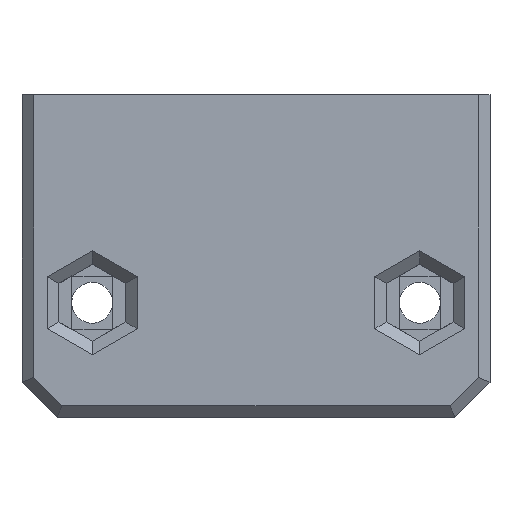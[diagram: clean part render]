
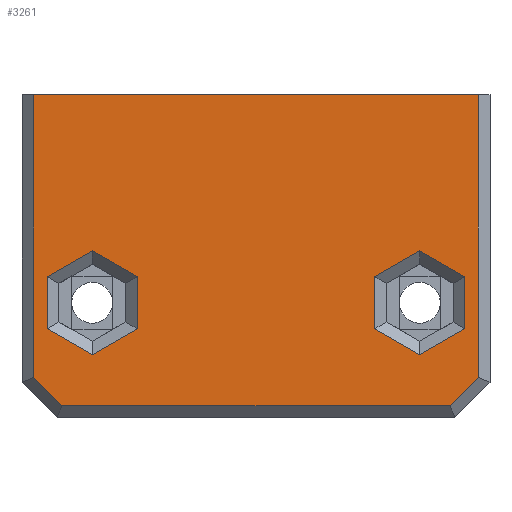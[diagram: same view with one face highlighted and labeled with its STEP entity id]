
A CAD part, left-side view. The second image highlights one B-rep face of the part: STEP entity #3261.
In plain terms, the highlighted planar face has unit normal (-1, 0, 0).
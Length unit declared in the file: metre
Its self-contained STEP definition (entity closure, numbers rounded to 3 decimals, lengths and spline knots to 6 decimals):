
#85=ORIENTED_EDGE('',*,*,#1033,.T.);
#86=ORIENTED_EDGE('',*,*,#1034,.T.);
#87=ORIENTED_EDGE('',*,*,#1035,.T.);
#88=ORIENTED_EDGE('',*,*,#1036,.T.);
#89=ORIENTED_EDGE('',*,*,#1037,.T.);
#90=ORIENTED_EDGE('',*,*,#1038,.T.);
#91=ORIENTED_EDGE('',*,*,#1039,.T.);
#92=ORIENTED_EDGE('',*,*,#1040,.T.);
#93=ORIENTED_EDGE('',*,*,#1041,.T.);
#94=ORIENTED_EDGE('',*,*,#1042,.T.);
#95=ORIENTED_EDGE('',*,*,#1043,.T.);
#96=ORIENTED_EDGE('',*,*,#1044,.T.);
#97=ORIENTED_EDGE('',*,*,#1045,.T.);
#98=ORIENTED_EDGE('',*,*,#1046,.T.);
#99=ORIENTED_EDGE('',*,*,#1047,.F.);
#100=ORIENTED_EDGE('',*,*,#1048,.T.);
#101=ORIENTED_EDGE('',*,*,#1049,.T.);
#102=ORIENTED_EDGE('',*,*,#1050,.T.);
#1033=EDGE_CURVE('',#1503,#1504,#1801,.T.);
#1034=EDGE_CURVE('',#1504,#1505,#1802,.T.);
#1035=EDGE_CURVE('',#1505,#1506,#1803,.T.);
#1036=EDGE_CURVE('',#1506,#1507,#1804,.T.);
#1037=EDGE_CURVE('',#1507,#1508,#1805,.T.);
#1038=EDGE_CURVE('',#1508,#1503,#1806,.T.);
#1039=EDGE_CURVE('',#1509,#1510,#1807,.T.);
#1040=EDGE_CURVE('',#1510,#1511,#1808,.T.);
#1041=EDGE_CURVE('',#1511,#1512,#1809,.T.);
#1042=EDGE_CURVE('',#1512,#1513,#1810,.T.);
#1043=EDGE_CURVE('',#1513,#1514,#1811,.T.);
#1044=EDGE_CURVE('',#1514,#1509,#1812,.T.);
#1045=EDGE_CURVE('',#1515,#1516,#1813,.T.);
#1046=EDGE_CURVE('',#1516,#1517,#1814,.T.);
#1047=EDGE_CURVE('',#1518,#1517,#1815,.T.);
#1048=EDGE_CURVE('',#1518,#1519,#1816,.T.);
#1049=EDGE_CURVE('',#1519,#1520,#1817,.T.);
#1050=EDGE_CURVE('',#1520,#1515,#1818,.T.);
#1503=VERTEX_POINT('',#4607);
#1504=VERTEX_POINT('',#4608);
#1505=VERTEX_POINT('',#4610);
#1506=VERTEX_POINT('',#4612);
#1507=VERTEX_POINT('',#4614);
#1508=VERTEX_POINT('',#4616);
#1509=VERTEX_POINT('',#4619);
#1510=VERTEX_POINT('',#4620);
#1511=VERTEX_POINT('',#4622);
#1512=VERTEX_POINT('',#4624);
#1513=VERTEX_POINT('',#4626);
#1514=VERTEX_POINT('',#4628);
#1515=VERTEX_POINT('',#4631);
#1516=VERTEX_POINT('',#4632);
#1517=VERTEX_POINT('',#4634);
#1518=VERTEX_POINT('',#4636);
#1519=VERTEX_POINT('',#4638);
#1520=VERTEX_POINT('',#4640);
#1801=LINE('',#4606,#2257);
#1802=LINE('',#4609,#2258);
#1803=LINE('',#4611,#2259);
#1804=LINE('',#4613,#2260);
#1805=LINE('',#4615,#2261);
#1806=LINE('',#4617,#2262);
#1807=LINE('',#4618,#2263);
#1808=LINE('',#4621,#2264);
#1809=LINE('',#4623,#2265);
#1810=LINE('',#4625,#2266);
#1811=LINE('',#4627,#2267);
#1812=LINE('',#4629,#2268);
#1813=LINE('',#4630,#2269);
#1814=LINE('',#4633,#2270);
#1815=LINE('',#4635,#2271);
#1816=LINE('',#4637,#2272);
#1817=LINE('',#4639,#2273);
#1818=LINE('',#4641,#2274);
#2257=VECTOR('',#3728,1.);
#2258=VECTOR('',#3729,1.);
#2259=VECTOR('',#3730,1.);
#2260=VECTOR('',#3731,1.);
#2261=VECTOR('',#3732,1.);
#2262=VECTOR('',#3733,1.);
#2263=VECTOR('',#3734,1.);
#2264=VECTOR('',#3735,1.);
#2265=VECTOR('',#3736,1.);
#2266=VECTOR('',#3737,1.);
#2267=VECTOR('',#3738,1.);
#2268=VECTOR('',#3739,1.);
#2269=VECTOR('',#3740,1.);
#2270=VECTOR('',#3741,1.);
#2271=VECTOR('',#3742,1.);
#2272=VECTOR('',#3743,1.);
#2273=VECTOR('',#3744,1.);
#2274=VECTOR('',#3745,1.);
#2693=EDGE_LOOP('',(#85,#86,#87,#88,#89,#90));
#2694=EDGE_LOOP('',(#91,#92,#93,#94,#95,#96));
#2695=EDGE_LOOP('',(#97,#98,#99,#100,#101,#102));
#2893=FACE_BOUND('',#2693,.T.);
#2894=FACE_BOUND('',#2694,.T.);
#2895=FACE_BOUND('',#2695,.T.);
#3083=PLANE('',#3466);
#3261=ADVANCED_FACE('',(#2893,#2894,#2895),#3083,.F.);
#3466=AXIS2_PLACEMENT_3D('',#4605,#3726,#3727);
#3726=DIRECTION('',(1.,0.,0.));
#3727=DIRECTION('',(0.,1.,0.));
#3728=DIRECTION('',(0.,0.866,-0.5));
#3729=DIRECTION('',(0.,0.866,0.5));
#3730=DIRECTION('',(0.,0.,1.));
#3731=DIRECTION('',(0.,-0.866,0.5));
#3732=DIRECTION('',(0.,-0.866,-0.5));
#3733=DIRECTION('',(0.,0.,-1.));
#3734=DIRECTION('',(0.,-0.866,0.5));
#3735=DIRECTION('',(0.,-0.866,-0.5));
#3736=DIRECTION('',(0.,0.,-1.));
#3737=DIRECTION('',(0.,0.866,-0.5));
#3738=DIRECTION('',(0.,0.866,0.5));
#3739=DIRECTION('',(0.,0.,1.));
#3740=DIRECTION('',(0.,-0.707,0.707));
#3741=DIRECTION('',(0.,0.,1.));
#3742=DIRECTION('',(0.,-1.,0.));
#3743=DIRECTION('',(0.,0.,-1.));
#3744=DIRECTION('',(0.,-0.707,-0.707));
#3745=DIRECTION('',(0.,-1.,0.));
#4605=CARTESIAN_POINT('',(0.,-0.0705,-0.011705));
#4606=CARTESIAN_POINT('',(0.,-0.074014,-0.017792));
#4607=CARTESIAN_POINT('',(0.,-0.07985,-0.014423));
#4608=CARTESIAN_POINT('',(0.,-0.076,-0.016646));
#4609=CARTESIAN_POINT('',(0.,-0.069736,-0.013029));
#4610=CARTESIAN_POINT('',(0.,-0.07215,-0.014423));
#4611=CARTESIAN_POINT('',(0.,-0.07215,-0.011705));
#4612=CARTESIAN_POINT('',(0.,-0.07215,-0.009977));
#4613=CARTESIAN_POINT('',(0.,-0.070164,-0.011124));
#4614=CARTESIAN_POINT('',(0.,-0.076,-0.007754));
#4615=CARTESIAN_POINT('',(0.,-0.073586,-0.00636));
#4616=CARTESIAN_POINT('',(0.,-0.07985,-0.009977));
#4617=CARTESIAN_POINT('',(0.,-0.07985,-0.011705));
#4618=CARTESIAN_POINT('',(0.,-0.1035,-0.008043));
#4619=CARTESIAN_POINT('',(0.,-0.10015,-0.009977));
#4620=CARTESIAN_POINT('',(0.,-0.104,-0.007754));
#4621=CARTESIAN_POINT('',(0.,-0.10735,-0.009689));
#4622=CARTESIAN_POINT('',(0.,-0.10785,-0.009977));
#4623=CARTESIAN_POINT('',(0.,-0.10785,-0.013845));
#4624=CARTESIAN_POINT('',(0.,-0.10785,-0.014423));
#4625=CARTESIAN_POINT('',(0.,-0.1045,-0.016357));
#4626=CARTESIAN_POINT('',(0.,-0.104,-0.016646));
#4627=CARTESIAN_POINT('',(0.,-0.10065,-0.014711));
#4628=CARTESIAN_POINT('',(0.,-0.10015,-0.014423));
#4629=CARTESIAN_POINT('',(0.,-0.10015,-0.010555));
#4630=CARTESIAN_POINT('',(0.,-0.109293,-0.018293));
#4631=CARTESIAN_POINT('',(0.,-0.106586,-0.021));
#4632=CARTESIAN_POINT('',(0.,-0.109,-0.018586));
#4633=CARTESIAN_POINT('',(0.,-0.109,-0.011705));
#4634=CARTESIAN_POINT('',(0.,-0.109,0.00559));
#4635=CARTESIAN_POINT('',(0.,-0.09,0.00559));
#4636=CARTESIAN_POINT('',(0.,-0.071,0.00559));
#4637=CARTESIAN_POINT('',(0.,-0.071,-0.019));
#4638=CARTESIAN_POINT('',(0.,-0.071,-0.018586));
#4639=CARTESIAN_POINT('',(0.,-0.073707,-0.021293));
#4640=CARTESIAN_POINT('',(0.,-0.073414,-0.021));
#4641=CARTESIAN_POINT('',(0.,-0.0705,-0.021));
